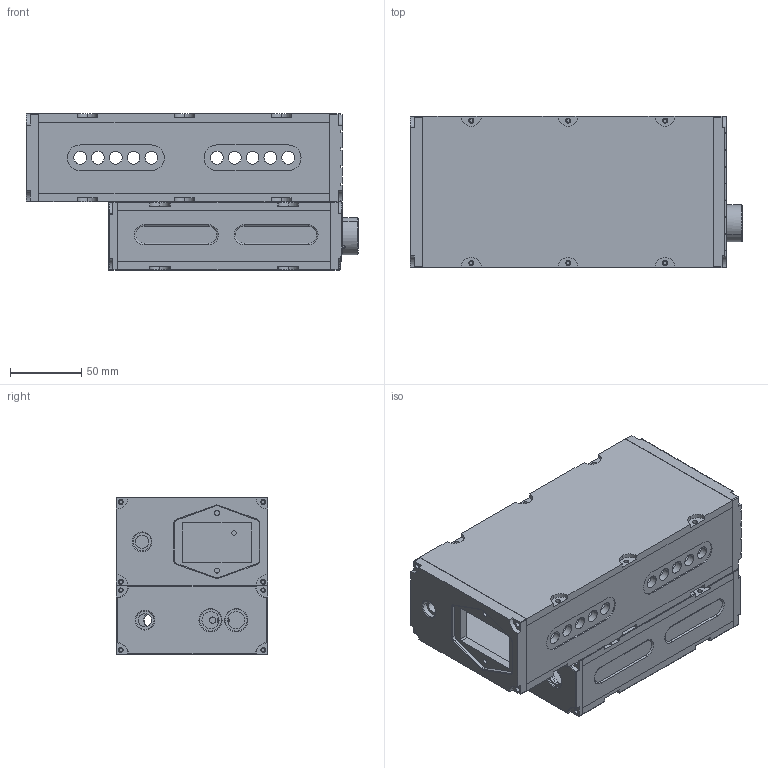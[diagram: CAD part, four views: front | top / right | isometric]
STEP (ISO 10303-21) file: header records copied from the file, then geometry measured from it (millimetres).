
FILE_DESCRIPTION(('CATIA V5 STEP Exchange'),'2;1');
FILE_NAME('splendera.stp','2013-08-12T05:20:05+00:00',('none'),('none'),'CATIA Version 5 Release 20 SP 5 (IN-10)','CATIA V5 STEP AP203','none');
FILE_SCHEMA(('CONFIG_CONTROL_DESIGN'));
Products named in the file (2): PowerStation; HeadPhoneAmp
Assembly tree (14 placements, depth 3):
  PowerStation
    #58  x2
    #1573
    #7876
    HeadPhoneAmp
      #9976
      #53404
      #54351  x2
      #55272
      #57341
      #62450
    #67958
    #69641
Bounding box: 233 x 106 x 110 mm (x, y, z)
Volume: 784161.9 mm3; surface area: 303178.1 mm2
Topology: 13 solids, 13 shells, 2366 faces, 6881 edges, 4760 vertices
Faces by surface type: plane 1741, cylinder 477, torus 101, sphere 30, cone 10, bspline 7
Entity records: 71016 total; most frequent: CARTESIAN_POINT 13717, ORIENTED_EDGE 12586, DIRECTION 9640, EDGE_CURVE 6293, VECTOR 5313, LINE 5313, VERTEX_POINT 4156, AXIS2_PLACEMENT_3D 2800
